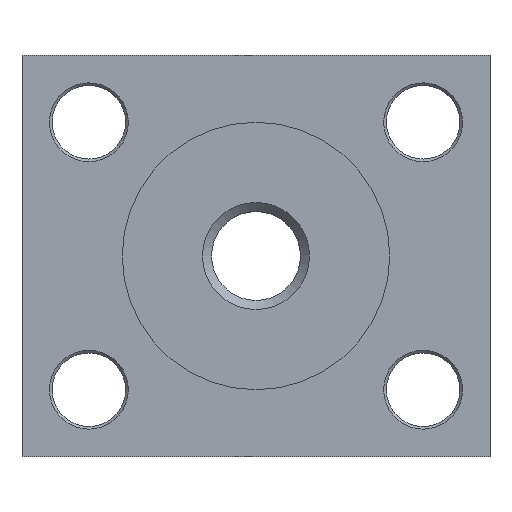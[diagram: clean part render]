
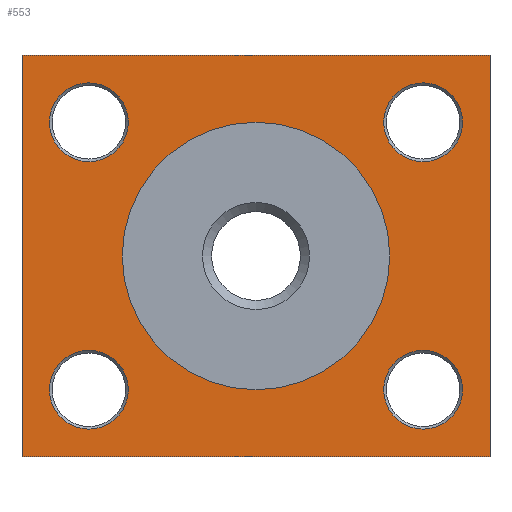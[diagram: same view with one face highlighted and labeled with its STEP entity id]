
A CAD part, front view. The second image highlights one B-rep face of the part: STEP entity #553.
In plain terms, the highlighted planar face has unit normal (0, -1, 0).
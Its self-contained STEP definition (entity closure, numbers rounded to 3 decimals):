
#14=FACE_BOUND('',#156,.T.);
#15=FACE_BOUND('',#157,.T.);
#16=FACE_BOUND('',#158,.T.);
#17=FACE_BOUND('',#159,.T.);
#18=FACE_BOUND('',#160,.T.);
#27=PLANE('',#614);
#46=LINE('',#888,#83);
#47=LINE('',#890,#84);
#48=LINE('',#892,#85);
#49=LINE('',#893,#86);
#83=VECTOR('',#706,1000.);
#84=VECTOR('',#707,1000.);
#85=VECTOR('',#708,1000.);
#86=VECTOR('',#709,1000.);
#124=FACE_OUTER_BOUND('',#155,.T.);
#155=EDGE_LOOP('',(#384,#385,#386,#387));
#156=EDGE_LOOP('',(#388));
#157=EDGE_LOOP('',(#389));
#158=EDGE_LOOP('',(#390));
#159=EDGE_LOOP('',(#391));
#160=EDGE_LOOP('',(#392));
#201=CIRCLE('',#612,2.95);
#203=CIRCLE('',#615,2.95);
#204=CIRCLE('',#616,2.95);
#205=CIRCLE('',#617,10.);
#206=CIRCLE('',#618,2.95);
#245=VERTEX_POINT('',#880);
#247=VERTEX_POINT('',#886);
#248=VERTEX_POINT('',#887);
#249=VERTEX_POINT('',#889);
#250=VERTEX_POINT('',#891);
#251=VERTEX_POINT('',#894);
#252=VERTEX_POINT('',#896);
#253=VERTEX_POINT('',#898);
#254=VERTEX_POINT('',#900);
#298=EDGE_CURVE('',#245,#245,#201,.T.);
#301=EDGE_CURVE('',#247,#248,#46,.T.);
#302=EDGE_CURVE('',#249,#247,#47,.T.);
#303=EDGE_CURVE('',#250,#249,#48,.T.);
#304=EDGE_CURVE('',#248,#250,#49,.T.);
#305=EDGE_CURVE('',#251,#251,#203,.T.);
#306=EDGE_CURVE('',#252,#252,#204,.T.);
#307=EDGE_CURVE('',#253,#253,#205,.F.);
#308=EDGE_CURVE('',#254,#254,#206,.T.);
#384=ORIENTED_EDGE('',*,*,#301,.F.);
#385=ORIENTED_EDGE('',*,*,#302,.F.);
#386=ORIENTED_EDGE('',*,*,#303,.F.);
#387=ORIENTED_EDGE('',*,*,#304,.F.);
#388=ORIENTED_EDGE('',*,*,#305,.F.);
#389=ORIENTED_EDGE('',*,*,#306,.F.);
#390=ORIENTED_EDGE('',*,*,#307,.F.);
#391=ORIENTED_EDGE('',*,*,#308,.F.);
#392=ORIENTED_EDGE('',*,*,#298,.F.);
#553=ADVANCED_FACE('',(#124,#14,#15,#16,#17,#18),#27,.F.);
#612=AXIS2_PLACEMENT_3D('',#881,#699,#700);
#614=AXIS2_PLACEMENT_3D('',#885,#704,#705);
#615=AXIS2_PLACEMENT_3D('',#895,#710,#711);
#616=AXIS2_PLACEMENT_3D('',#897,#712,#713);
#617=AXIS2_PLACEMENT_3D('',#899,#714,#715);
#618=AXIS2_PLACEMENT_3D('',#901,#716,#717);
#699=DIRECTION('center_axis',(0.,-1.,0.));
#700=DIRECTION('ref_axis',(0.,0.,-1.));
#704=DIRECTION('center_axis',(0.,1.,0.));
#705=DIRECTION('ref_axis',(0.,0.,1.));
#706=DIRECTION('',(0.,0.,1.));
#707=DIRECTION('',(-1.,0.,0.));
#708=DIRECTION('',(0.,0.,-1.));
#709=DIRECTION('',(1.,0.,0.));
#710=DIRECTION('center_axis',(0.,-1.,0.));
#711=DIRECTION('ref_axis',(0.,0.,-1.));
#712=DIRECTION('center_axis',(0.,-1.,0.));
#713=DIRECTION('ref_axis',(0.,0.,-1.));
#714=DIRECTION('center_axis',(0.,1.,0.));
#715=DIRECTION('ref_axis',(0.,0.,1.));
#716=DIRECTION('center_axis',(0.,-1.,0.));
#717=DIRECTION('ref_axis',(0.,0.,-1.));
#880=CARTESIAN_POINT('',(-12.5,0.,-7.05));
#881=CARTESIAN_POINT('Origin',(-12.5,0.,-10.));
#885=CARTESIAN_POINT('Origin',(0.,0.,0.));
#886=CARTESIAN_POINT('',(-17.5,0.,-15.));
#887=CARTESIAN_POINT('',(-17.5,0.,15.));
#888=CARTESIAN_POINT('',(-17.5,0.,-15.));
#889=CARTESIAN_POINT('',(17.5,0.,-15.));
#890=CARTESIAN_POINT('',(17.5,0.,-15.));
#891=CARTESIAN_POINT('',(17.5,0.,15.));
#892=CARTESIAN_POINT('',(17.5,0.,15.));
#893=CARTESIAN_POINT('',(-17.5,0.,15.));
#894=CARTESIAN_POINT('',(12.5,0.,-7.05));
#895=CARTESIAN_POINT('Origin',(12.5,0.,-10.));
#896=CARTESIAN_POINT('',(-12.5,0.,12.95));
#897=CARTESIAN_POINT('Origin',(-12.5,0.,10.));
#898=CARTESIAN_POINT('',(0.,0.,10.));
#899=CARTESIAN_POINT('Origin',(0.,0.,0.));
#900=CARTESIAN_POINT('',(12.5,0.,12.95));
#901=CARTESIAN_POINT('Origin',(12.5,0.,10.));
